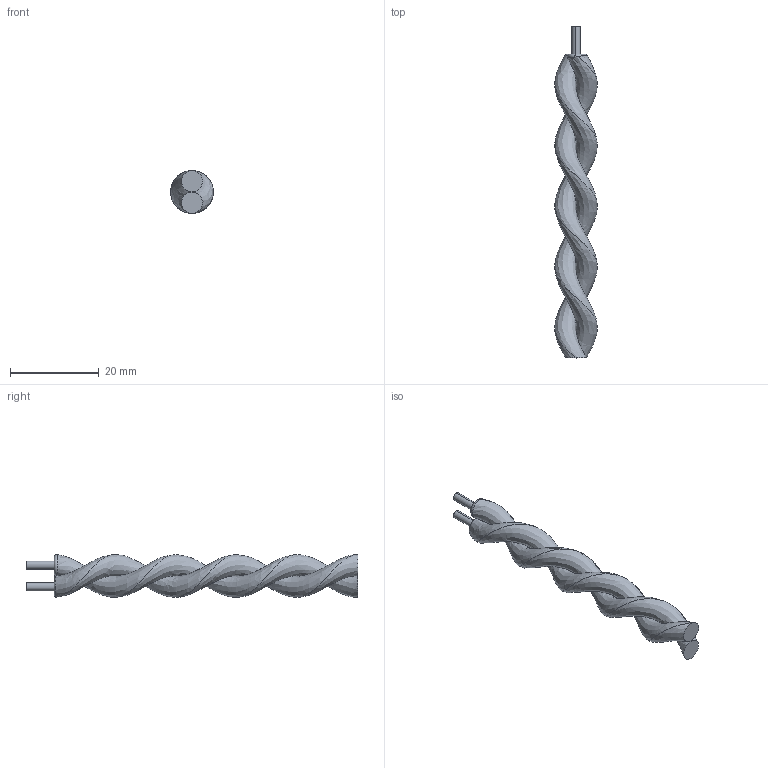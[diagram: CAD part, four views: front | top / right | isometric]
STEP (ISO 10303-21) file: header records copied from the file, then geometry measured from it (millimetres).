
FILE_DESCRIPTION (( 'STEP AP203' ), '1' );
FILE_NAME ('A2333-1-WR.STEP', '2013-11-19T13:42:43', ( '' ), ( '' ), 'SwSTEP 2.0', 'SolidWorks 2012', '' );
FILE_SCHEMA (( 'CONFIG_CONTROL_DESIGN' ));
Length unit declared in the file: inch
Products named in the file (1): A2333-1-WR
Bounding box: 9.65 x 74.93 x 9.65 mm (x, y, z)
Volume: 2474.7 mm3; surface area: 2339.6 mm2
Topology: 2 solids, 2 shells, 18 faces, 36 edges, 24 vertices
Faces by surface type: bspline 8, plane 6, cylinder 4
Entity records: 2968 total; most frequent: CARTESIAN_POINT 2562, ORIENTED_EDGE 72, DIRECTION 58, EDGE_CURVE 36, AXIS2_PLACEMENT_3D 27, VERTEX_POINT 24, EDGE_LOOP 20, ADVANCED_FACE 18
